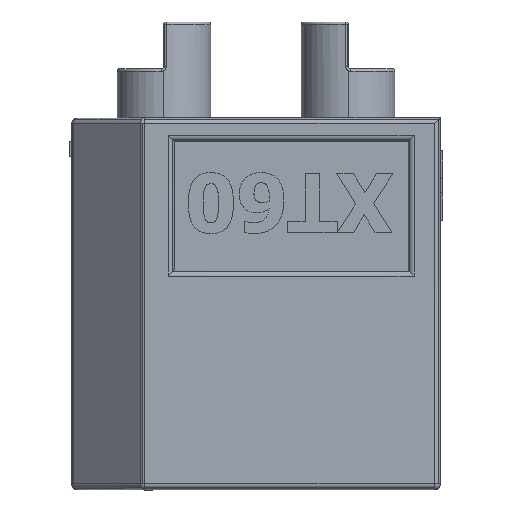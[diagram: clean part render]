
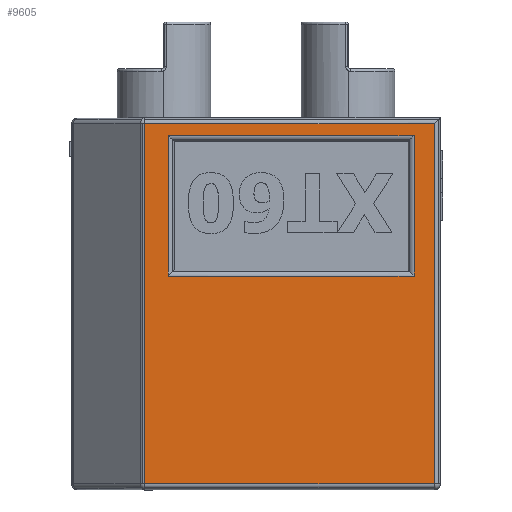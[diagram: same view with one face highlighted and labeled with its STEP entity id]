
A CAD part, top view. The second image highlights one B-rep face of the part: STEP entity #9605.
In plain terms, the highlighted planar face has unit normal (0, 0, 1).
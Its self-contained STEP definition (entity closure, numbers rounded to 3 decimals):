
#133 = VECTOR ( 'NONE', #5826, 1000. ) ;
#206 = CARTESIAN_POINT ( 'NONE',  ( -4.76, 15.625, 4.062 ) ) ;
#226 = VERTEX_POINT ( 'NONE', #6313 ) ;
#1265 = CARTESIAN_POINT ( 'NONE',  ( 6.754, 9.125, 4.062 ) ) ;
#1362 = LINE ( 'NONE', #12254, #25291 ) ;
#1827 = LINE ( 'NONE', #3648, #133 ) ;
#2596 = VECTOR ( 'NONE', #9990, 1000. ) ;
#3648 = CARTESIAN_POINT ( 'NONE',  ( -4.76, 0.25, 4.062 ) ) ;
#4095 = FACE_OUTER_BOUND ( 'NONE', #17296, .T. ) ;
#4171 = DIRECTION ( 'NONE',  ( 1., 0., 0. ) ) ;
#4458 = EDGE_CURVE ( 'NONE', #28243, #28091, #13962, .T. ) ;
#4892 = DIRECTION ( 'NONE',  ( 0., -1., 0. ) ) ;
#5006 = AXIS2_PLACEMENT_3D ( 'NONE', #10026, #27489, #15290 ) ;
#5826 = DIRECTION ( 'NONE',  ( 0., 1., 0. ) ) ;
#6313 = CARTESIAN_POINT ( 'NONE',  ( 7.622, 15.625, 4.062 ) ) ;
#6636 = VERTEX_POINT ( 'NONE', #16441 ) ;
#6939 = CARTESIAN_POINT ( 'NONE',  ( 6.754, 15.125, 4.062 ) ) ;
#7565 = CARTESIAN_POINT ( 'NONE',  ( -4.76, 15.625, 4.062 ) ) ;
#8134 = DIRECTION ( 'NONE',  ( -1., 0., 0. ) ) ;
#9605 = ADVANCED_FACE ( 'NONE', ( #4095, #25217 ), #18578, .T. ) ;
#9975 = EDGE_LOOP ( 'NONE', ( #26491, #21156, #16000, #26406 ) ) ;
#9990 = DIRECTION ( 'NONE',  ( 0., 1., 0. ) ) ;
#10026 = CARTESIAN_POINT ( 'NONE',  ( -7.863, 15.875, 4.062 ) ) ;
#10295 = LINE ( 'NONE', #12847, #16567 ) ;
#10898 = EDGE_CURVE ( 'NONE', #6636, #27240, #23849, .T. ) ;
#11506 = ORIENTED_EDGE ( 'NONE', *, *, #27901, .F. ) ;
#12021 = VECTOR ( 'NONE', #26983, 1000. ) ;
#12153 = LINE ( 'NONE', #1265, #2596 ) ;
#12254 = CARTESIAN_POINT ( 'NONE',  ( 7.622, 15.625, 4.062 ) ) ;
#12257 = EDGE_CURVE ( 'NONE', #226, #21227, #1362, .T. ) ;
#12385 = CARTESIAN_POINT ( 'NONE',  ( 6.754, 9.125, 4.062 ) ) ;
#12522 = VECTOR ( 'NONE', #4171, 1000. ) ;
#12717 = ORIENTED_EDGE ( 'NONE', *, *, #19851, .F. ) ;
#12774 = CARTESIAN_POINT ( 'NONE',  ( 6.754, 15.125, 4.062 ) ) ;
#12807 = ORIENTED_EDGE ( 'NONE', *, *, #27798, .F. ) ;
#12847 = CARTESIAN_POINT ( 'NONE',  ( 7.622, 0.25, 4.062 ) ) ;
#12922 = CARTESIAN_POINT ( 'NONE',  ( -3.746, 9.125, 4.062 ) ) ;
#13520 = LINE ( 'NONE', #15515, #26558 ) ;
#13962 = LINE ( 'NONE', #6939, #12021 ) ;
#15290 = DIRECTION ( 'NONE',  ( -1., 0., 0. ) ) ;
#15515 = CARTESIAN_POINT ( 'NONE',  ( -3.746, 15.125, 4.062 ) ) ;
#16000 = ORIENTED_EDGE ( 'NONE', *, *, #4458, .F. ) ;
#16441 = CARTESIAN_POINT ( 'NONE',  ( -3.746, 9.125, 4.062 ) ) ;
#16567 = VECTOR ( 'NONE', #8134, 1000. ) ;
#16748 = CARTESIAN_POINT ( 'NONE',  ( -3.746, 15.125, 4.062 ) ) ;
#17296 = EDGE_LOOP ( 'NONE', ( #12717, #11506, #12807, #27037 ) ) ;
#17719 = VERTEX_POINT ( 'NONE', #27464 ) ;
#18017 = VERTEX_POINT ( 'NONE', #206 ) ;
#18420 = DIRECTION ( 'NONE',  ( 1., 0., 0. ) ) ;
#18578 = PLANE ( 'NONE',  #5006 ) ;
#19851 = EDGE_CURVE ( 'NONE', #18017, #226, #23225, .T. ) ;
#21156 = ORIENTED_EDGE ( 'NONE', *, *, #24560, .F. ) ;
#21227 = VERTEX_POINT ( 'NONE', #25130 ) ;
#22874 = EDGE_CURVE ( 'NONE', #27240, #28243, #12153, .T. ) ;
#23225 = LINE ( 'NONE', #7565, #24758 ) ;
#23849 = LINE ( 'NONE', #12922, #12522 ) ;
#24560 = EDGE_CURVE ( 'NONE', #28091, #6636, #13520, .T. ) ;
#24758 = VECTOR ( 'NONE', #18420, 1000. ) ;
#25130 = CARTESIAN_POINT ( 'NONE',  ( 7.622, 0.25, 4.062 ) ) ;
#25217 = FACE_BOUND ( 'NONE', #9975, .T. ) ;
#25291 = VECTOR ( 'NONE', #27280, 1000. ) ;
#26406 = ORIENTED_EDGE ( 'NONE', *, *, #22874, .F. ) ;
#26491 = ORIENTED_EDGE ( 'NONE', *, *, #10898, .F. ) ;
#26558 = VECTOR ( 'NONE', #4892, 1000. ) ;
#26983 = DIRECTION ( 'NONE',  ( -1., 0., 0. ) ) ;
#27037 = ORIENTED_EDGE ( 'NONE', *, *, #12257, .F. ) ;
#27240 = VERTEX_POINT ( 'NONE', #12385 ) ;
#27280 = DIRECTION ( 'NONE',  ( 0., -1., 0. ) ) ;
#27464 = CARTESIAN_POINT ( 'NONE',  ( -4.76, 0.25, 4.062 ) ) ;
#27489 = DIRECTION ( 'NONE',  ( 0., 0., 1. ) ) ;
#27798 = EDGE_CURVE ( 'NONE', #21227, #17719, #10295, .T. ) ;
#27901 = EDGE_CURVE ( 'NONE', #17719, #18017, #1827, .T. ) ;
#28091 = VERTEX_POINT ( 'NONE', #16748 ) ;
#28243 = VERTEX_POINT ( 'NONE', #12774 ) ;
